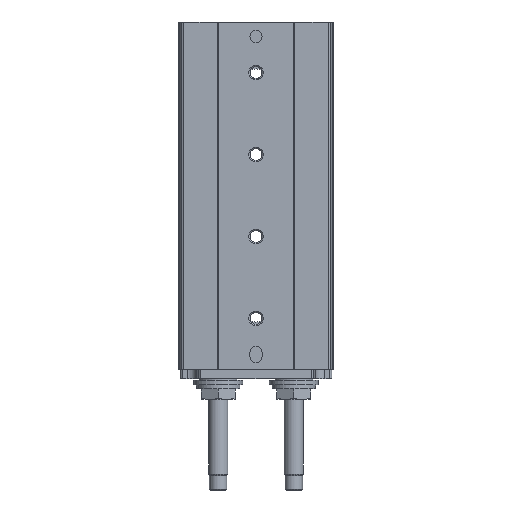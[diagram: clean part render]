
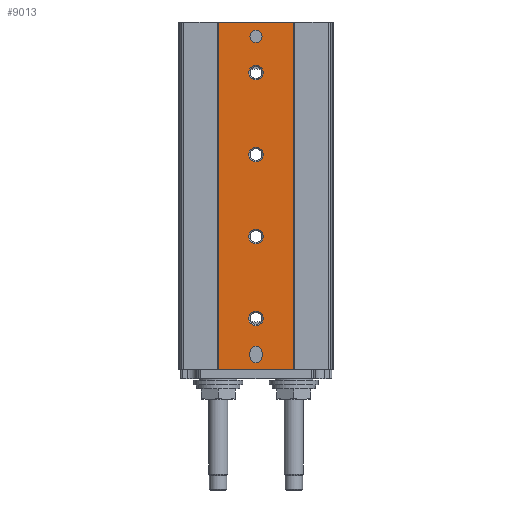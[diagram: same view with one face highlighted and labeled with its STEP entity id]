
A CAD part, front view. The second image highlights one B-rep face of the part: STEP entity #9013.
In plain terms, the highlighted planar face has unit normal (0, -1, 0).
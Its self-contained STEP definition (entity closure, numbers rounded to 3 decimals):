
#76=PLANE('',#9644);
#396=LINE('',#13683,#1174);
#397=LINE('',#13688,#1175);
#398=LINE('',#13692,#1176);
#399=LINE('',#13703,#1177);
#400=LINE('',#13705,#1178);
#401=LINE('',#13707,#1179);
#1174=VECTOR('',#10728,1000.);
#1175=VECTOR('',#10733,1000.);
#1176=VECTOR('',#10736,1000.);
#1177=VECTOR('',#10747,1000.);
#1178=VECTOR('',#10748,1000.);
#1179=VECTOR('',#10749,1000.);
#2210=ORIENTED_EDGE('',*,*,#4788,.T.);
#2211=ORIENTED_EDGE('',*,*,#4789,.T.);
#2212=ORIENTED_EDGE('',*,*,#4790,.T.);
#2213=ORIENTED_EDGE('',*,*,#4791,.T.);
#2214=ORIENTED_EDGE('',*,*,#4792,.F.);
#2215=ORIENTED_EDGE('',*,*,#4793,.T.);
#2216=ORIENTED_EDGE('',*,*,#4794,.T.);
#2217=ORIENTED_EDGE('',*,*,#4795,.T.);
#2218=ORIENTED_EDGE('',*,*,#4796,.T.);
#2219=ORIENTED_EDGE('',*,*,#4797,.F.);
#2220=ORIENTED_EDGE('',*,*,#4787,.F.);
#2221=ORIENTED_EDGE('',*,*,#4798,.T.);
#2222=ORIENTED_EDGE('',*,*,#4799,.T.);
#4787=EDGE_CURVE('',#6074,#6073,#396,.T.);
#4788=EDGE_CURVE('',#6075,#6076,#6959,.F.);
#4789=EDGE_CURVE('',#6076,#6077,#397,.T.);
#4790=EDGE_CURVE('',#6077,#6078,#6960,.F.);
#4791=EDGE_CURVE('',#6078,#6075,#398,.T.);
#4792=EDGE_CURVE('',#6079,#6079,#6961,.T.);
#4793=EDGE_CURVE('',#6080,#6080,#6962,.T.);
#4794=EDGE_CURVE('',#6081,#6081,#6963,.T.);
#4795=EDGE_CURVE('',#6082,#6082,#6964,.T.);
#4796=EDGE_CURVE('',#6083,#6083,#6965,.T.);
#4797=EDGE_CURVE('',#6073,#6084,#399,.T.);
#4798=EDGE_CURVE('',#6074,#6085,#400,.T.);
#4799=EDGE_CURVE('',#6085,#6084,#401,.T.);
#6073=VERTEX_POINT('',#13680);
#6074=VERTEX_POINT('',#13682);
#6075=VERTEX_POINT('',#13686);
#6076=VERTEX_POINT('',#13687);
#6077=VERTEX_POINT('',#13689);
#6078=VERTEX_POINT('',#13691);
#6079=VERTEX_POINT('',#13694);
#6080=VERTEX_POINT('',#13696);
#6081=VERTEX_POINT('',#13698);
#6082=VERTEX_POINT('',#13700);
#6083=VERTEX_POINT('',#13702);
#6084=VERTEX_POINT('',#13704);
#6085=VERTEX_POINT('',#13706);
#6959=CIRCLE('',#9645,1.25);
#6960=CIRCLE('',#9646,1.25);
#6961=CIRCLE('',#9647,1.25);
#6962=CIRCLE('',#9648,1.5);
#6963=CIRCLE('',#9649,1.5);
#6964=CIRCLE('',#9650,1.5);
#6965=CIRCLE('',#9651,1.5);
#7432=EDGE_LOOP('',(#2210,#2211,#2212,#2213));
#7433=EDGE_LOOP('',(#2214));
#7434=EDGE_LOOP('',(#2215));
#7435=EDGE_LOOP('',(#2216));
#7436=EDGE_LOOP('',(#2217));
#7437=EDGE_LOOP('',(#2218));
#7438=EDGE_LOOP('',(#2219,#2220,#2221,#2222));
#8182=FACE_BOUND('',#7432,.T.);
#8183=FACE_BOUND('',#7433,.T.);
#8184=FACE_BOUND('',#7434,.T.);
#8185=FACE_BOUND('',#7435,.T.);
#8186=FACE_BOUND('',#7436,.T.);
#8187=FACE_BOUND('',#7437,.T.);
#8188=FACE_BOUND('',#7438,.T.);
#9013=ADVANCED_FACE('',(#8182,#8183,#8184,#8185,#8186,#8187,#8188),#76,
 .T.);
#9644=AXIS2_PLACEMENT_3D('',#13684,#10729,#10730);
#9645=AXIS2_PLACEMENT_3D('',#13685,#10731,#10732);
#9646=AXIS2_PLACEMENT_3D('',#13690,#10734,#10735);
#9647=AXIS2_PLACEMENT_3D('',#13693,#10737,#10738);
#9648=AXIS2_PLACEMENT_3D('',#13695,#10739,#10740);
#9649=AXIS2_PLACEMENT_3D('',#13697,#10741,#10742);
#9650=AXIS2_PLACEMENT_3D('',#13699,#10743,#10744);
#9651=AXIS2_PLACEMENT_3D('',#13701,#10745,#10746);
#10728=DIRECTION('',(0.,0.,1.));
#10729=DIRECTION('',(0.,-1.,0.));
#10730=DIRECTION('',(1.,0.,0.));
#10731=DIRECTION('',(0.,-1.,0.));
#10732=DIRECTION('',(1.,0.,0.));
#10733=DIRECTION('',(0.,0.,1.));
#10734=DIRECTION('',(0.,-1.,0.));
#10735=DIRECTION('',(1.,0.,0.));
#10736=DIRECTION('',(0.,0.,-1.));
#10737=DIRECTION('',(0.,-1.,0.));
#10738=DIRECTION('',(0.,0.,-1.));
#10739=DIRECTION('',(0.,1.,0.));
#10740=DIRECTION('',(0.,0.,1.));
#10741=DIRECTION('',(0.,1.,0.));
#10742=DIRECTION('',(0.,0.,1.));
#10743=DIRECTION('',(0.,1.,0.));
#10744=DIRECTION('',(0.,0.,1.));
#10745=DIRECTION('',(0.,1.,0.));
#10746=DIRECTION('',(0.,0.,1.));
#10747=DIRECTION('',(1.,0.,0.));
#10748=DIRECTION('',(1.,0.,0.));
#10749=DIRECTION('',(0.,0.,1.));
#13680=CARTESIAN_POINT('',(-7.8,0.2,0.));
#13682=CARTESIAN_POINT('',(-7.8,0.2,-72.));
#13683=CARTESIAN_POINT('',(-7.8,0.2,-72.));
#13684=CARTESIAN_POINT('',(-7.8,0.2,-72.));
#13685=CARTESIAN_POINT('',(0.,0.2,-69.45));
#13686=CARTESIAN_POINT('',(1.25,0.2,-69.45));
#13687=CARTESIAN_POINT('',(-1.25,0.2,-69.45));
#13688=CARTESIAN_POINT('',(-1.25,0.2,-72.));
#13689=CARTESIAN_POINT('',(-1.25,0.2,-68.55));
#13690=CARTESIAN_POINT('',(0.,0.2,-68.55));
#13691=CARTESIAN_POINT('',(1.25,0.2,-68.55));
#13692=CARTESIAN_POINT('',(1.25,0.2,-72.));
#13693=CARTESIAN_POINT('',(0.,0.2,-3.));
#13694=CARTESIAN_POINT('',(0.,0.2,-4.25));
#13695=CARTESIAN_POINT('',(0.,0.2,-61.5));
#13696=CARTESIAN_POINT('',(0.,0.2,-60.));
#13697=CARTESIAN_POINT('',(0.,0.2,-10.5));
#13698=CARTESIAN_POINT('',(0.,0.2,-9.));
#13699=CARTESIAN_POINT('',(0.,0.2,-44.5));
#13700=CARTESIAN_POINT('',(0.,0.2,-43.));
#13701=CARTESIAN_POINT('',(0.,0.2,-27.5));
#13702=CARTESIAN_POINT('',(0.,0.2,-26.));
#13703=CARTESIAN_POINT('',(-7.8,0.2,0.));
#13704=CARTESIAN_POINT('',(7.8,0.2,0.));
#13705=CARTESIAN_POINT('',(-7.8,0.2,-72.));
#13706=CARTESIAN_POINT('',(7.8,0.2,-72.));
#13707=CARTESIAN_POINT('',(7.8,0.2,-72.));
